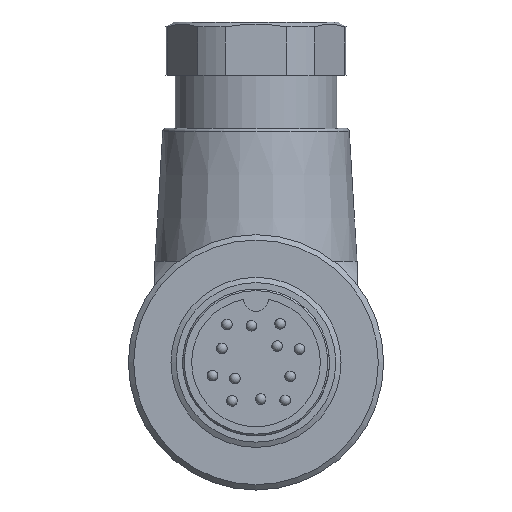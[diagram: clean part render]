
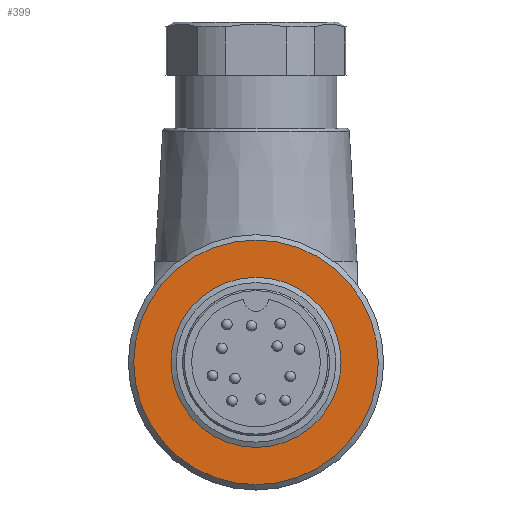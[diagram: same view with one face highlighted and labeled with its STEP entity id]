
A CAD part, left-side view. The second image highlights one B-rep face of the part: STEP entity #399.
In plain terms, the highlighted planar face has unit normal (-1, 0, 0).
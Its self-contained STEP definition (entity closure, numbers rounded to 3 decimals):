
#399=ADVANCED_FACE('',(#760,#761),#488,.T.);
#488=PLANE('',#2182);
#760=FACE_BOUND('',#913,.T.);
#761=FACE_BOUND('',#914,.T.);
#913=EDGE_LOOP('',(#1348));
#914=EDGE_LOOP('',(#1349));
#1348=ORIENTED_EDGE('',*,*,#1882,.T.);
#1349=ORIENTED_EDGE('',*,*,#1878,.F.);
#1638=VERTEX_POINT('',#5375);
#1642=VERTEX_POINT('',#5386);
#1878=EDGE_CURVE('',#1638,#1638,#2008,.T.);
#1882=EDGE_CURVE('',#1642,#1642,#2012,.T.);
#2008=CIRCLE('',#2174,11.5);
#2012=CIRCLE('',#2181,7.8);
#2174=AXIS2_PLACEMENT_3D('',#5374,#2603,#2604);
#2181=AXIS2_PLACEMENT_3D('',#5385,#2617,#2618);
#2182=AXIS2_PLACEMENT_3D('',#5387,#2619,#2620);
#2603=DIRECTION('',(1.,0.,0.));
#2604=DIRECTION('',(0.,0.,1.));
#2617=DIRECTION('',(1.,0.,0.));
#2618=DIRECTION('',(0.,0.,1.));
#2619=DIRECTION('',(-1.,0.,0.));
#2620=DIRECTION('',(0.,0.,1.));
#5374=CARTESIAN_POINT('',(-1.5,0.,0.));
#5375=CARTESIAN_POINT('',(-1.5,0.,11.5));
#5385=CARTESIAN_POINT('',(-1.5,0.,0.));
#5386=CARTESIAN_POINT('',(-1.5,0.,7.8));
#5387=CARTESIAN_POINT('',(-1.5,0.,0.));
